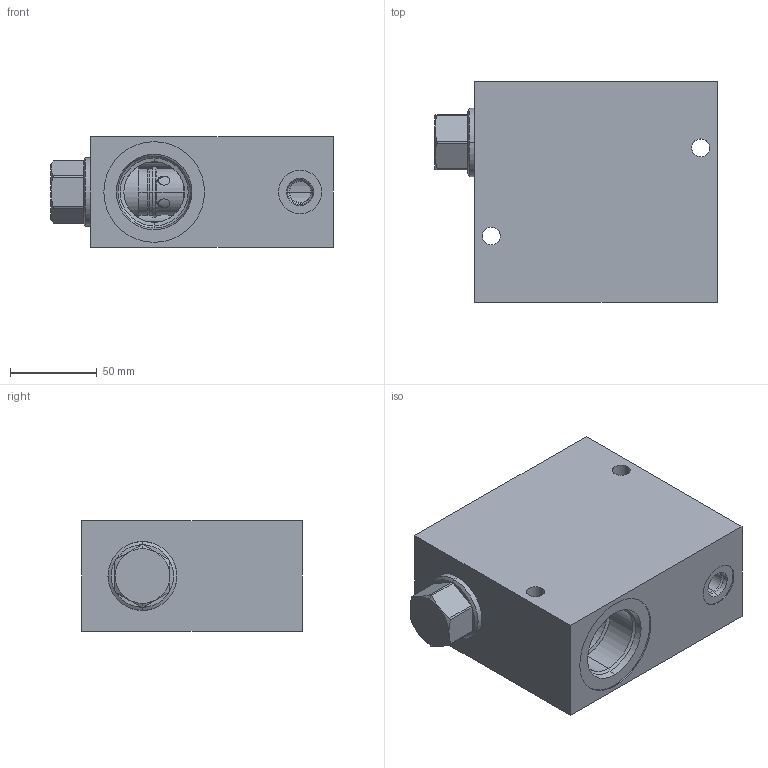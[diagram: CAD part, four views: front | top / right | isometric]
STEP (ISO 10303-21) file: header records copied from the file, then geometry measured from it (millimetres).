
FILE_DESCRIPTION((''),'2;1');
FILE_NAME('H2N_ASM','2020-04-22T',('ProEService'),(''),'PRO/ENGINEER BY PARAMETRIC TECHNOLOGY CORPORATION, 2014200','PRO/ENGINEER BY PARAMETRIC TECHNOLOGY CORPORATION, 2014200','');
FILE_SCHEMA(('CONFIG_CONTROL_DESIGN'));
Length unit declared in the file: inch
Products named in the file (3): 150-755-006; CXGDXCN; H2N_ASM
Assembly tree (2 placements, depth 2):
  H2N_ASM
    150-755-006
    CXGDXCN
Bounding box: 162.74 x 127 x 63.5 mm (x, y, z)
Volume: 886585.3 mm3; surface area: 118686.4 mm2
Topology: 3 solids, 3 shells, 275 faces, 882 edges, 726 vertices
Faces by surface type: cylinder 130, cone 65, plane 48, torus 26, revolution 6
Entity records: 11148 total; most frequent: CARTESIAN_POINT 3436, DIRECTION 1670, ORIENTED_EDGE 1264, EDGE_CURVE 632, AXIS2_PLACEMENT_3D 604, VECTOR 456, LINE 456, VERTEX_POINT 381
